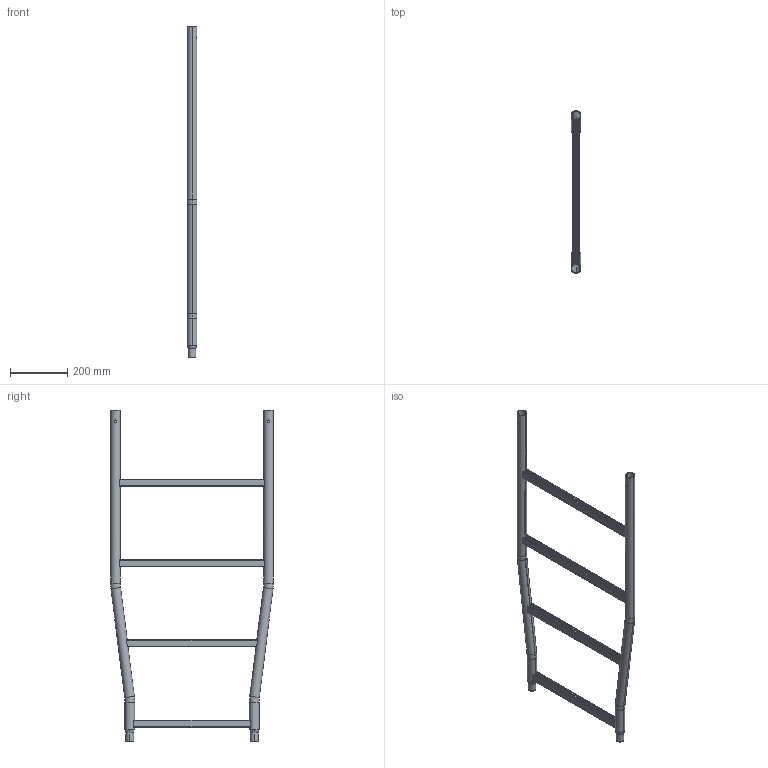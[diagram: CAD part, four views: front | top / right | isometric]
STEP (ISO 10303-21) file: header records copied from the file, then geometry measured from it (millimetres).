
FILE_DESCRIPTION (( 'STEP AP203' ), '1' );
FILE_NAME ('5288050004.STEP', '2024-04-24T13:48:32', ( '' ), ( '' ), 'SwSTEP 2.0', 'SolidWorks 2022', '' );
FILE_SCHEMA (( 'CONFIG_CONTROL_DESIGN' ));
Length unit declared in the file: metre
Products named in the file (1): 5288050004
Bounding box: 33.7 x 567.7 x 1154.96 mm (x, y, z)
Volume: 712835.3 mm3; surface area: 813118.1 mm2
Topology: 6 solids, 6 shells, 316 faces, 880 edges, 568 vertices
Faces by surface type: plane 196, cylinder 96, torus 16, cone 8
Entity records: 10615 total; most frequent: CARTESIAN_POINT 2933, ORIENTED_EDGE 1760, DIRECTION 1434, EDGE_CURVE 880, VERTEX_POINT 568, VECTOR 528, LINE 528, AXIS2_PLACEMENT_3D 453
